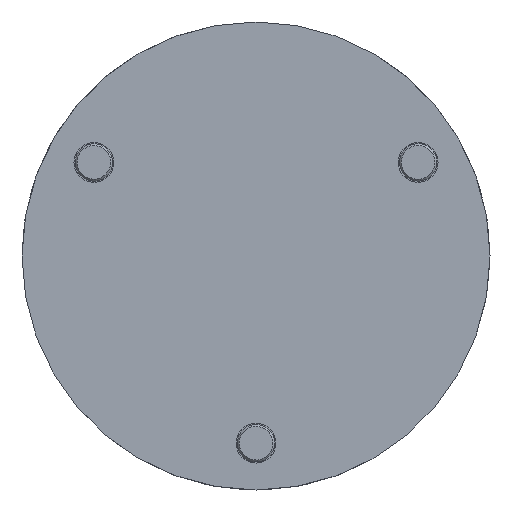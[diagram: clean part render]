
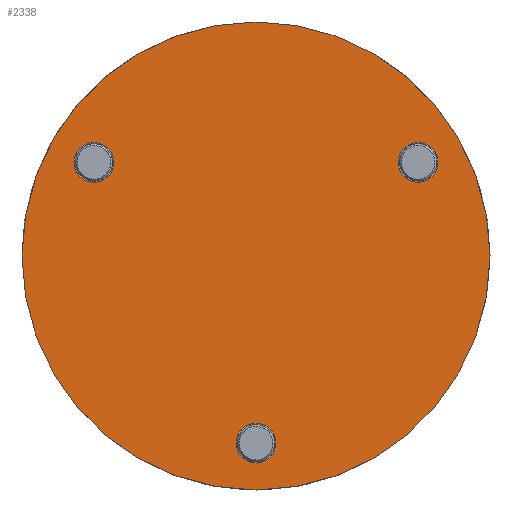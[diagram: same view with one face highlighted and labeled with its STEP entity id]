
A CAD part, front view. The second image highlights one B-rep face of the part: STEP entity #2338.
In plain terms, the highlighted planar face has unit normal (0, -1, 0).
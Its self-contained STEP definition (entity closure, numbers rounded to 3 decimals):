
#69 = DIRECTION ( 'NONE',  ( 0., 1., 0. ) ) ;
#134 = AXIS2_PLACEMENT_3D ( 'NONE', #2556, #69, #1638 ) ;
#366 = AXIS2_PLACEMENT_3D ( 'NONE', #1140, #827, #2583 ) ;
#396 = DIRECTION ( 'NONE',  ( 0., 0., 1. ) ) ;
#408 = PLANE ( 'NONE',  #506 ) ;
#506 = AXIS2_PLACEMENT_3D ( 'NONE', #1972, #3780, #2563 ) ;
#534 = EDGE_CURVE ( 'NONE', #2379, #2049, #1766, .T. ) ;
#586 = DIRECTION ( 'NONE',  ( 0., 1., 0. ) ) ;
#653 = CARTESIAN_POINT ( 'NONE',  ( 0., 0., -40. ) ) ;
#745 = FACE_BOUND ( 'NONE', #3778, .T. ) ;
#748 = CARTESIAN_POINT ( 'NONE',  ( 0., 0., -35.75 ) ) ;
#749 = ORIENTED_EDGE ( 'NONE', *, *, #2932, .T. ) ;
#758 = AXIS2_PLACEMENT_3D ( 'NONE', #899, #1818, #3912 ) ;
#810 = CIRCLE ( 'NONE', #1886, 4.25 ) ;
#827 = DIRECTION ( 'NONE',  ( 0., 1., 0. ) ) ;
#841 = EDGE_CURVE ( 'NONE', #2146, #891, #1836, .T. ) ;
#891 = VERTEX_POINT ( 'NONE', #1296 ) ;
#899 = CARTESIAN_POINT ( 'NONE',  ( 0., 0., 0. ) ) ;
#926 = ORIENTED_EDGE ( 'NONE', *, *, #841, .T. ) ;
#946 = CARTESIAN_POINT ( 'NONE',  ( -34.641, 0., 15.75 ) ) ;
#954 = DIRECTION ( 'NONE',  ( 0., 0., 1. ) ) ;
#975 = DIRECTION ( 'NONE',  ( 0., 1., 0. ) ) ;
#999 = VERTEX_POINT ( 'NONE', #2314 ) ;
#1001 = AXIS2_PLACEMENT_3D ( 'NONE', #3333, #975, #954 ) ;
#1003 = ORIENTED_EDGE ( 'NONE', *, *, #3061, .T. ) ;
#1038 = CARTESIAN_POINT ( 'NONE',  ( 0., 0., -44.25 ) ) ;
#1091 = DIRECTION ( 'NONE',  ( 0., 0., 1. ) ) ;
#1093 = AXIS2_PLACEMENT_3D ( 'NONE', #2052, #2128, #3023 ) ;
#1118 = VERTEX_POINT ( 'NONE', #1523 ) ;
#1130 = VERTEX_POINT ( 'NONE', #3011 ) ;
#1140 = CARTESIAN_POINT ( 'NONE',  ( 34.641, 0., 20. ) ) ;
#1154 = EDGE_CURVE ( 'NONE', #1118, #1130, #2466, .T. ) ;
#1296 = CARTESIAN_POINT ( 'NONE',  ( -34.641, 0., 24.25 ) ) ;
#1384 = EDGE_LOOP ( 'NONE', ( #3387, #1985 ) ) ;
#1385 = AXIS2_PLACEMENT_3D ( 'NONE', #1723, #586, #1091 ) ;
#1414 = CIRCLE ( 'NONE', #1093, 50. ) ;
#1443 = EDGE_CURVE ( 'NONE', #1130, #1118, #1414, .T. ) ;
#1523 = CARTESIAN_POINT ( 'NONE',  ( 0., 0., 50. ) ) ;
#1543 = CARTESIAN_POINT ( 'NONE',  ( 34.641, 0., 24.25 ) ) ;
#1592 = DIRECTION ( 'NONE',  ( 0., 0., 1. ) ) ;
#1638 = DIRECTION ( 'NONE',  ( 0., 0., 1. ) ) ;
#1723 = CARTESIAN_POINT ( 'NONE',  ( 0., 0., -40. ) ) ;
#1766 = CIRCLE ( 'NONE', #3430, 4.25 ) ;
#1818 = DIRECTION ( 'NONE',  ( 0., 1., 0. ) ) ;
#1836 = CIRCLE ( 'NONE', #134, 4.25 ) ;
#1858 = DIRECTION ( 'NONE',  ( 0., 1., 0. ) ) ;
#1886 = AXIS2_PLACEMENT_3D ( 'NONE', #2689, #3693, #1592 ) ;
#1946 = EDGE_LOOP ( 'NONE', ( #3707, #926 ) ) ;
#1972 = CARTESIAN_POINT ( 'NONE',  ( 0., 0., 0. ) ) ;
#1985 = ORIENTED_EDGE ( 'NONE', *, *, #1154, .F. ) ;
#2049 = VERTEX_POINT ( 'NONE', #748 ) ;
#2052 = CARTESIAN_POINT ( 'NONE',  ( 0., 0., 0. ) ) ;
#2128 = DIRECTION ( 'NONE',  ( 0., 1., 0. ) ) ;
#2141 = ORIENTED_EDGE ( 'NONE', *, *, #534, .T. ) ;
#2146 = VERTEX_POINT ( 'NONE', #946 ) ;
#2314 = CARTESIAN_POINT ( 'NONE',  ( 34.641, 0., 15.75 ) ) ;
#2338 = ADVANCED_FACE ( 'NONE', ( #745, #3429, #2868, #2852 ), #408, .F. ) ;
#2379 = VERTEX_POINT ( 'NONE', #1038 ) ;
#2466 = CIRCLE ( 'NONE', #758, 50. ) ;
#2524 = EDGE_CURVE ( 'NONE', #2049, #2379, #3866, .T. ) ;
#2556 = CARTESIAN_POINT ( 'NONE',  ( -34.641, 0., 20. ) ) ;
#2563 = DIRECTION ( 'NONE',  ( 0., 0., 1. ) ) ;
#2583 = DIRECTION ( 'NONE',  ( 0., 0., 1. ) ) ;
#2689 = CARTESIAN_POINT ( 'NONE',  ( -34.641, 0., 20. ) ) ;
#2745 = ORIENTED_EDGE ( 'NONE', *, *, #2524, .T. ) ;
#2763 = CIRCLE ( 'NONE', #366, 4.25 ) ;
#2852 = FACE_OUTER_BOUND ( 'NONE', #1384, .T. ) ;
#2868 = FACE_BOUND ( 'NONE', #1946, .T. ) ;
#2932 = EDGE_CURVE ( 'NONE', #999, #3783, #3412, .T. ) ;
#3011 = CARTESIAN_POINT ( 'NONE',  ( 0., 0., -50. ) ) ;
#3023 = DIRECTION ( 'NONE',  ( 0., 0., 1. ) ) ;
#3061 = EDGE_CURVE ( 'NONE', #3783, #999, #2763, .T. ) ;
#3134 = EDGE_CURVE ( 'NONE', #891, #2146, #810, .T. ) ;
#3210 = EDGE_LOOP ( 'NONE', ( #1003, #749 ) ) ;
#3333 = CARTESIAN_POINT ( 'NONE',  ( 34.641, 0., 20. ) ) ;
#3387 = ORIENTED_EDGE ( 'NONE', *, *, #1443, .F. ) ;
#3412 = CIRCLE ( 'NONE', #1001, 4.25 ) ;
#3429 = FACE_BOUND ( 'NONE', #3210, .T. ) ;
#3430 = AXIS2_PLACEMENT_3D ( 'NONE', #653, #1858, #396 ) ;
#3693 = DIRECTION ( 'NONE',  ( 0., 1., 0. ) ) ;
#3707 = ORIENTED_EDGE ( 'NONE', *, *, #3134, .T. ) ;
#3778 = EDGE_LOOP ( 'NONE', ( #2745, #2141 ) ) ;
#3780 = DIRECTION ( 'NONE',  ( 0., 1., 0. ) ) ;
#3783 = VERTEX_POINT ( 'NONE', #1543 ) ;
#3866 = CIRCLE ( 'NONE', #1385, 4.25 ) ;
#3912 = DIRECTION ( 'NONE',  ( 0., 0., 1. ) ) ;
